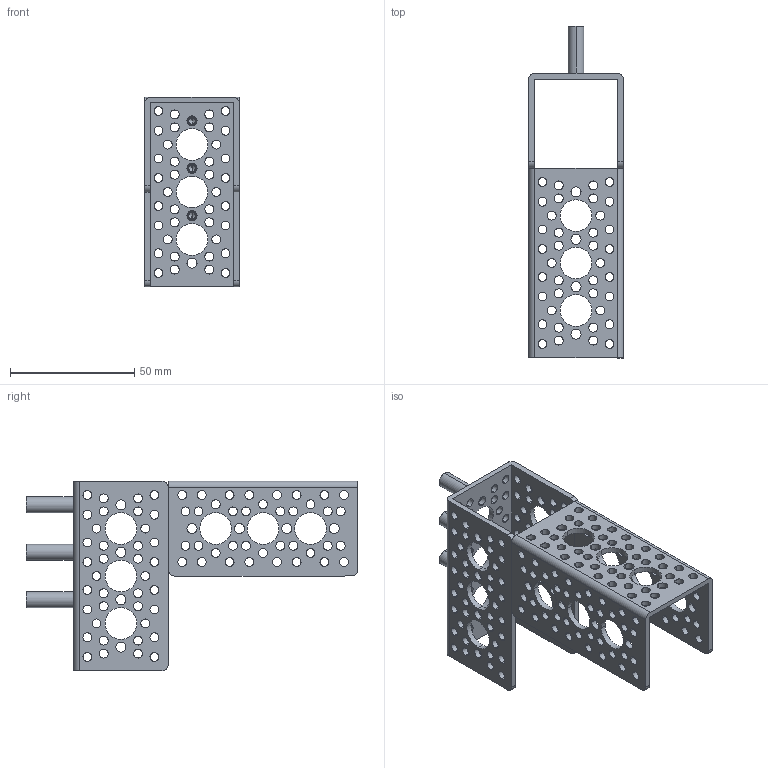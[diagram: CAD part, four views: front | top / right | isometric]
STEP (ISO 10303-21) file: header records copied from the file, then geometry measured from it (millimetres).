
FILE_DESCRIPTION (( 'STEP AP214' ), '1' );
FILE_NAME ('Wheel back leg.STEP', '2023-04-24T19:27:02', ( '' ), ( '' ), 'SwSTEP 2.0', 'SolidWorks 2022', '' );
FILE_SCHEMA (( 'AUTOMOTIVE_DESIGN' ));
Length unit declared in the file: inch
Products named in the file (1): Wheel back leg
Bounding box: 38.1 x 133.35 x 76.2 mm (x, y, z)
Volume: 28083.5 mm3; surface area: 35270.5 mm2
Topology: 5 solids, 5 shells, 890 faces, 2604 edges, 1718 vertices
Faces by surface type: cylinder 810, cone 42, plane 26, bspline 12
Entity records: 38894 total; most frequent: CARTESIAN_POINT 14591, ORIENTED_EDGE 5184, DIRECTION 5010, EDGE_CURVE 2592, AXIS2_PLACEMENT_3D 2061, VERTEX_POINT 1718, EDGE_LOOP 1436, CIRCLE 1182
